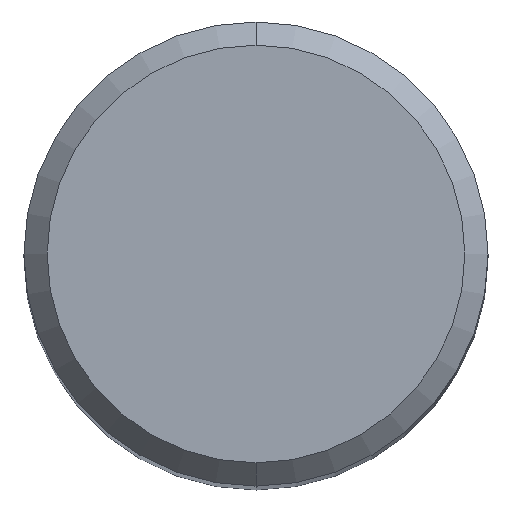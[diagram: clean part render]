
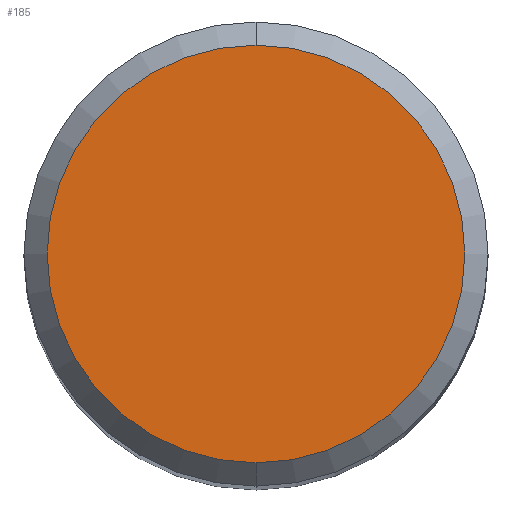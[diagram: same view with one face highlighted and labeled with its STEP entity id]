
A CAD part, top view. The second image highlights one B-rep face of the part: STEP entity #185.
In plain terms, the highlighted planar face has unit normal (0, 0, 1).
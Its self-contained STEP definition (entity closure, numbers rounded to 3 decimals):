
#149=VERTEX_POINT('',#304);
#159=VERTEX_POINT('',#315);
#185=ADVANCED_FACE('',(#343),#344,.T.);
#217=EDGE_CURVE('',#149,#159,#383,.T.);
#221=EDGE_CURVE('',#159,#149,#387,.T.);
#304=CARTESIAN_POINT('',(0.0,4.5,0.));
#315=CARTESIAN_POINT('',(0.,-4.5,0.));
#343=FACE_OUTER_BOUND('',#531,.T.);
#344=PLANE('',#532);
#383=CIRCLE('',#580,4.5);
#387=CIRCLE('',#587,4.5);
#531=EDGE_LOOP('',(#692,#693));
#532=AXIS2_PLACEMENT_3D('',#694,#695,#696);
#580=AXIS2_PLACEMENT_3D('',#770,#771,#772);
#587=AXIS2_PLACEMENT_3D('',#774,#775,#776);
#692=ORIENTED_EDGE('',*,*,#217,.F.);
#693=ORIENTED_EDGE('',*,*,#221,.F.);
#694=CARTESIAN_POINT('',(0.0,2.25,0.));
#695=DIRECTION('',(-0.0,0.0,1.0));
#696=DIRECTION('',(0.0,-1.0,0.0));
#770=CARTESIAN_POINT('',(0.0,0.0,0.));
#771=DIRECTION('',(0.0,0.0,-1.0));
#772=DIRECTION('',(0.0,1.0,0.0));
#774=CARTESIAN_POINT('',(0.0,0.0,0.));
#775=DIRECTION('',(0.0,0.0,-1.0));
#776=DIRECTION('',(0.0,1.0,0.0));
